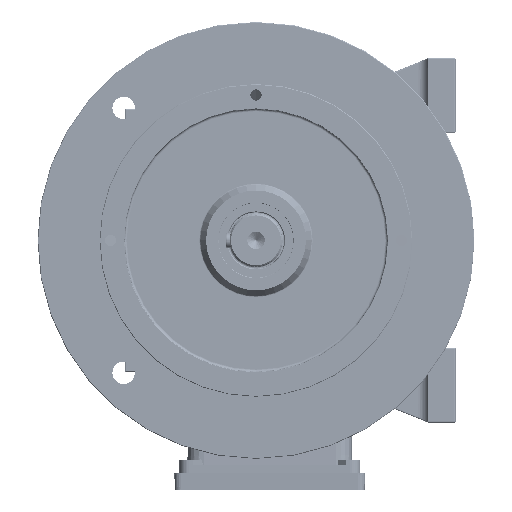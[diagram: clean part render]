
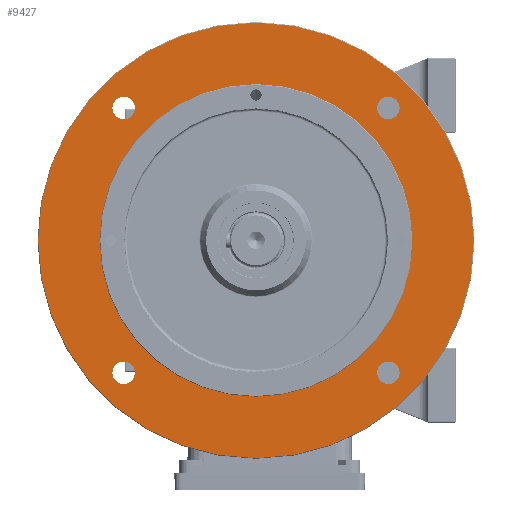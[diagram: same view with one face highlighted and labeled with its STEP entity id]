
A CAD part, left-side view. The second image highlights one B-rep face of the part: STEP entity #9427.
In plain terms, the highlighted face is planar.
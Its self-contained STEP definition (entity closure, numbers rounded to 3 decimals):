
#798 = AXIS2_PLACEMENT_3D ( 'NONE', #94413, #185196, #50418 ) ;
#4250 = AXIS2_PLACEMENT_3D ( 'NONE', #71970, #102272, #173578 ) ;
#4397 = DIRECTION ( 'NONE',  ( 1., 0., 0. ) ) ;
#8511 = DIRECTION ( 'NONE',  ( 1., 0., 0. ) ) ;
#9026 = AXIS2_PLACEMENT_3D ( 'NONE', #70991, #8511, #127685 ) ;
#9427 = ADVANCED_FACE ( 'NONE', ( #72788, #86494, #24001, #158755, #24949, #39632 ), #131382, .T. ) ;
#9494 = ORIENTED_EDGE ( 'NONE', *, *, #123849, .F. ) ;
#12388 = CIRCLE ( 'NONE', #15459, 9. ) ;
#13404 = DIRECTION ( 'NONE',  ( 1., 0., 0. ) ) ;
#13627 = CARTESIAN_POINT ( 'NONE',  ( 4., 0., 0. ) ) ;
#13934 = DIRECTION ( 'NONE',  ( -1., 0., 0. ) ) ;
#14357 = CARTESIAN_POINT ( 'NONE',  ( 4., -106.066, -106.066 ) ) ;
#14753 = VERTEX_POINT ( 'NONE', #168558 ) ;
#15459 = AXIS2_PLACEMENT_3D ( 'NONE', #14357, #13404, #130617 ) ;
#15923 = EDGE_CURVE ( 'NONE', #176025, #145789, #75708, .T. ) ;
#16833 = DIRECTION ( 'NONE',  ( 1., 0., 0. ) ) ;
#17518 = EDGE_CURVE ( 'NONE', #14753, #174060, #44908, .T. ) ;
#18105 = DIRECTION ( 'NONE',  ( 0., 0., -1. ) ) ;
#23849 = EDGE_LOOP ( 'NONE', ( #176589, #82203 ) ) ;
#24001 = FACE_BOUND ( 'NONE', #41724, .T. ) ;
#24949 = FACE_BOUND ( 'NONE', #67047, .T. ) ;
#25430 = CIRCLE ( 'NONE', #128323, 9. ) ;
#34359 = AXIS2_PLACEMENT_3D ( 'NONE', #13627, #148397, #173138 ) ;
#34699 = ORIENTED_EDGE ( 'NONE', *, *, #173008, .F. ) ;
#35139 = CARTESIAN_POINT ( 'NONE',  ( 4., -106.066, 97.066 ) ) ;
#37474 = CIRCLE ( 'NONE', #34359, 125.25 ) ;
#39632 = FACE_OUTER_BOUND ( 'NONE', #23849, .T. ) ;
#41566 = DIRECTION ( 'NONE',  ( 0., 0., -1. ) ) ;
#41724 = EDGE_LOOP ( 'NONE', ( #9494, #46221 ) ) ;
#41792 = EDGE_LOOP ( 'NONE', ( #190837, #124594 ) ) ;
#44908 = CIRCLE ( 'NONE', #154046, 125.25 ) ;
#46221 = ORIENTED_EDGE ( 'NONE', *, *, #105109, .F. ) ;
#48557 = EDGE_CURVE ( 'NONE', #135158, #80950, #135821, .T. ) ;
#50418 = DIRECTION ( 'NONE',  ( 0., 0., -1. ) ) ;
#51442 = CARTESIAN_POINT ( 'NONE',  ( 4., 106.066, 97.066 ) ) ;
#53979 = EDGE_CURVE ( 'NONE', #136391, #81218, #65209, .T. ) ;
#54722 = CARTESIAN_POINT ( 'NONE',  ( 4., -106.066, -115.066 ) ) ;
#55656 = EDGE_CURVE ( 'NONE', #174060, #14753, #37474, .T. ) ;
#56435 = CIRCLE ( 'NONE', #127824, 174.5 ) ;
#56723 = CARTESIAN_POINT ( 'NONE',  ( 4., 0., -125.25 ) ) ;
#57152 = CIRCLE ( 'NONE', #82089, 9. ) ;
#65140 = EDGE_CURVE ( 'NONE', #107640, #69072, #56435, .T. ) ;
#65209 = CIRCLE ( 'NONE', #9026, 9. ) ;
#67047 = EDGE_LOOP ( 'NONE', ( #95091, #131782 ) ) ;
#67220 = AXIS2_PLACEMENT_3D ( 'NONE', #135584, #138469, #78889 ) ;
#69072 = VERTEX_POINT ( 'NONE', #188396 ) ;
#70169 = DIRECTION ( 'NONE',  ( 0., 0., -1. ) ) ;
#70991 = CARTESIAN_POINT ( 'NONE',  ( 4., 106.066, 106.066 ) ) ;
#71970 = CARTESIAN_POINT ( 'NONE',  ( 4., 0., 0. ) ) ;
#72247 = ORIENTED_EDGE ( 'NONE', *, *, #146526, .F. ) ;
#72788 = FACE_BOUND ( 'NONE', #41792, .T. ) ;
#73125 = AXIS2_PLACEMENT_3D ( 'NONE', #85539, #161630, #41566 ) ;
#75284 = CARTESIAN_POINT ( 'NONE',  ( 4., 0., -174.5 ) ) ;
#75708 = CIRCLE ( 'NONE', #798, 9. ) ;
#77454 = AXIS2_PLACEMENT_3D ( 'NONE', #143535, #176696, #113335 ) ;
#78889 = DIRECTION ( 'NONE',  ( 0., 0., -1. ) ) ;
#80950 = VERTEX_POINT ( 'NONE', #35139 ) ;
#81218 = VERTEX_POINT ( 'NONE', #51442 ) ;
#82089 = AXIS2_PLACEMENT_3D ( 'NONE', #166257, #16833, #121333 ) ;
#82203 = ORIENTED_EDGE ( 'NONE', *, *, #65140, .T. ) ;
#85539 = CARTESIAN_POINT ( 'NONE',  ( 4., 175., 0. ) ) ;
#86494 = FACE_BOUND ( 'NONE', #126101, .T. ) ;
#88684 = DIRECTION ( 'NONE',  ( 1., 0., 0. ) ) ;
#90084 = EDGE_CURVE ( 'NONE', #81218, #136391, #138002, .T. ) ;
#92378 = CARTESIAN_POINT ( 'NONE',  ( 4., -106.066, -106.066 ) ) ;
#93474 = EDGE_CURVE ( 'NONE', #69072, #107640, #110396, .T. ) ;
#94243 = AXIS2_PLACEMENT_3D ( 'NONE', #162862, #88684, #70169 ) ;
#94413 = CARTESIAN_POINT ( 'NONE',  ( 4., 106.066, -106.066 ) ) ;
#95091 = ORIENTED_EDGE ( 'NONE', *, *, #17518, .T. ) ;
#98234 = CARTESIAN_POINT ( 'NONE',  ( 4., 106.066, 115.066 ) ) ;
#102127 = VERTEX_POINT ( 'NONE', #179409 ) ;
#102272 = DIRECTION ( 'NONE',  ( 1., 0., 0. ) ) ;
#105109 = EDGE_CURVE ( 'NONE', #187601, #102127, #12388, .T. ) ;
#107640 = VERTEX_POINT ( 'NONE', #75284 ) ;
#110396 = CIRCLE ( 'NONE', #4250, 174.5 ) ;
#113335 = DIRECTION ( 'NONE',  ( 0., 0., -1. ) ) ;
#116555 = DIRECTION ( 'NONE',  ( 0., 0., -1. ) ) ;
#118966 = ORIENTED_EDGE ( 'NONE', *, *, #15923, .F. ) ;
#121333 = DIRECTION ( 'NONE',  ( 0., 0., -1. ) ) ;
#122838 = CARTESIAN_POINT ( 'NONE',  ( 4., 106.066, -115.066 ) ) ;
#123849 = EDGE_CURVE ( 'NONE', #102127, #187601, #25430, .T. ) ;
#124594 = ORIENTED_EDGE ( 'NONE', *, *, #90084, .F. ) ;
#126101 = EDGE_LOOP ( 'NONE', ( #129849, #72247 ) ) ;
#127685 = DIRECTION ( 'NONE',  ( 0., 0., -1. ) ) ;
#127824 = AXIS2_PLACEMENT_3D ( 'NONE', #145959, #144024, #171372 ) ;
#128323 = AXIS2_PLACEMENT_3D ( 'NONE', #92378, #4397, #18105 ) ;
#129849 = ORIENTED_EDGE ( 'NONE', *, *, #48557, .F. ) ;
#130617 = DIRECTION ( 'NONE',  ( 0., 0., -1. ) ) ;
#131382 = PLANE ( 'NONE',  #73125 ) ;
#131782 = ORIENTED_EDGE ( 'NONE', *, *, #55656, .T. ) ;
#135158 = VERTEX_POINT ( 'NONE', #154815 ) ;
#135584 = CARTESIAN_POINT ( 'NONE',  ( 4., -106.066, 106.066 ) ) ;
#135821 = CIRCLE ( 'NONE', #67220, 9. ) ;
#136391 = VERTEX_POINT ( 'NONE', #98234 ) ;
#138002 = CIRCLE ( 'NONE', #94243, 9. ) ;
#138469 = DIRECTION ( 'NONE',  ( 1., 0., 0. ) ) ;
#143535 = CARTESIAN_POINT ( 'NONE',  ( 4., 106.066, -106.066 ) ) ;
#144024 = DIRECTION ( 'NONE',  ( 1., 0., 0. ) ) ;
#145789 = VERTEX_POINT ( 'NONE', #165736 ) ;
#145959 = CARTESIAN_POINT ( 'NONE',  ( 4., 0., 0. ) ) ;
#146526 = EDGE_CURVE ( 'NONE', #80950, #135158, #57152, .T. ) ;
#146781 = CARTESIAN_POINT ( 'NONE',  ( 4., 0., 0. ) ) ;
#148397 = DIRECTION ( 'NONE',  ( -1., 0., 0. ) ) ;
#154046 = AXIS2_PLACEMENT_3D ( 'NONE', #146781, #13934, #116555 ) ;
#154815 = CARTESIAN_POINT ( 'NONE',  ( 4., -106.066, 115.066 ) ) ;
#158755 = FACE_BOUND ( 'NONE', #180925, .T. ) ;
#161630 = DIRECTION ( 'NONE',  ( 1., 0., 0. ) ) ;
#162862 = CARTESIAN_POINT ( 'NONE',  ( 4., 106.066, 106.066 ) ) ;
#165736 = CARTESIAN_POINT ( 'NONE',  ( 4., 106.066, -97.066 ) ) ;
#166257 = CARTESIAN_POINT ( 'NONE',  ( 4., -106.066, 106.066 ) ) ;
#168558 = CARTESIAN_POINT ( 'NONE',  ( 4., 0., 125.25 ) ) ;
#171372 = DIRECTION ( 'NONE',  ( 0., 0., -1. ) ) ;
#173008 = EDGE_CURVE ( 'NONE', #145789, #176025, #183386, .T. ) ;
#173138 = DIRECTION ( 'NONE',  ( 0., 0., -1. ) ) ;
#173578 = DIRECTION ( 'NONE',  ( 0., 0., -1. ) ) ;
#174060 = VERTEX_POINT ( 'NONE', #56723 ) ;
#176025 = VERTEX_POINT ( 'NONE', #122838 ) ;
#176589 = ORIENTED_EDGE ( 'NONE', *, *, #93474, .T. ) ;
#176696 = DIRECTION ( 'NONE',  ( 1., 0., 0. ) ) ;
#179409 = CARTESIAN_POINT ( 'NONE',  ( 4., -106.066, -97.066 ) ) ;
#180925 = EDGE_LOOP ( 'NONE', ( #34699, #118966 ) ) ;
#183386 = CIRCLE ( 'NONE', #77454, 9. ) ;
#185196 = DIRECTION ( 'NONE',  ( 1., 0., 0. ) ) ;
#187601 = VERTEX_POINT ( 'NONE', #54722 ) ;
#188396 = CARTESIAN_POINT ( 'NONE',  ( 4., 0., 174.5 ) ) ;
#190837 = ORIENTED_EDGE ( 'NONE', *, *, #53979, .F. ) ;
